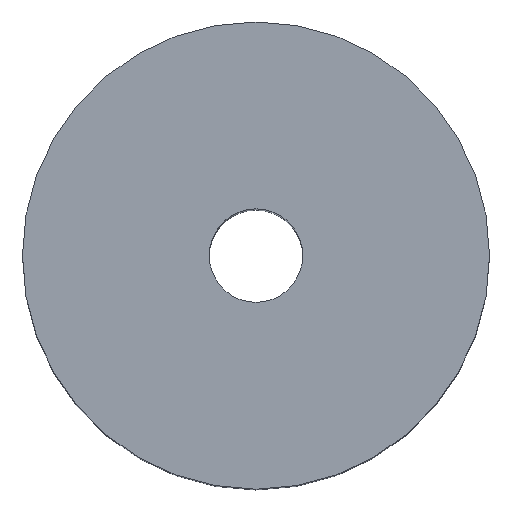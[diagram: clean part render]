
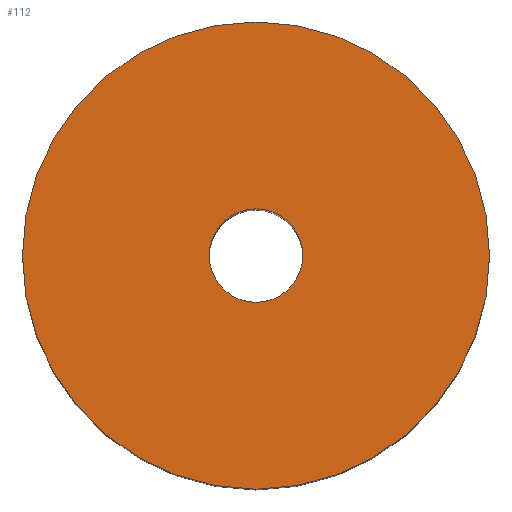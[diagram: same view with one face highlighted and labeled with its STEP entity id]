
A CAD part, top view. The second image highlights one B-rep face of the part: STEP entity #112.
In plain terms, the highlighted planar face has unit normal (0, 0, 1).
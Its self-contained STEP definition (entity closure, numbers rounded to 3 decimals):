
#17=FACE_BOUND('',#39,.T.);
#21=PLANE('',#141);
#28=FACE_OUTER_BOUND('',#38,.T.);
#38=EDGE_LOOP('',(#95));
#39=EDGE_LOOP('',(#96));
#52=CIRCLE('',#131,2.);
#57=CIRCLE('',#140,10.);
#60=VERTEX_POINT('',#187);
#65=VERTEX_POINT('',#203);
#69=EDGE_CURVE('',#60,#60,#52,.T.);
#75=EDGE_CURVE('',#65,#65,#57,.T.);
#95=ORIENTED_EDGE('',*,*,#75,.T.);
#96=ORIENTED_EDGE('',*,*,#69,.T.);
#112=ADVANCED_FACE('',(#28,#17),#21,.T.);
#131=AXIS2_PLACEMENT_3D('',#189,#152,#153);
#140=AXIS2_PLACEMENT_3D('',#204,#171,#172);
#141=AXIS2_PLACEMENT_3D('',#206,#174,#175);
#152=DIRECTION('center_axis',(0.,0.,-1.));
#153=DIRECTION('ref_axis',(1.,0.,0.));
#171=DIRECTION('center_axis',(0.,0.,1.));
#172=DIRECTION('ref_axis',(-1.,0.,0.));
#174=DIRECTION('center_axis',(0.,0.,1.));
#175=DIRECTION('ref_axis',(-1.,0.,0.));
#187=CARTESIAN_POINT('',(-2.,0.,37.));
#189=CARTESIAN_POINT('Origin',(0.,0.,37.));
#203=CARTESIAN_POINT('',(10.,0.,37.));
#204=CARTESIAN_POINT('Origin',(0.,0.,37.));
#206=CARTESIAN_POINT('Origin',(0.,0.,37.));
